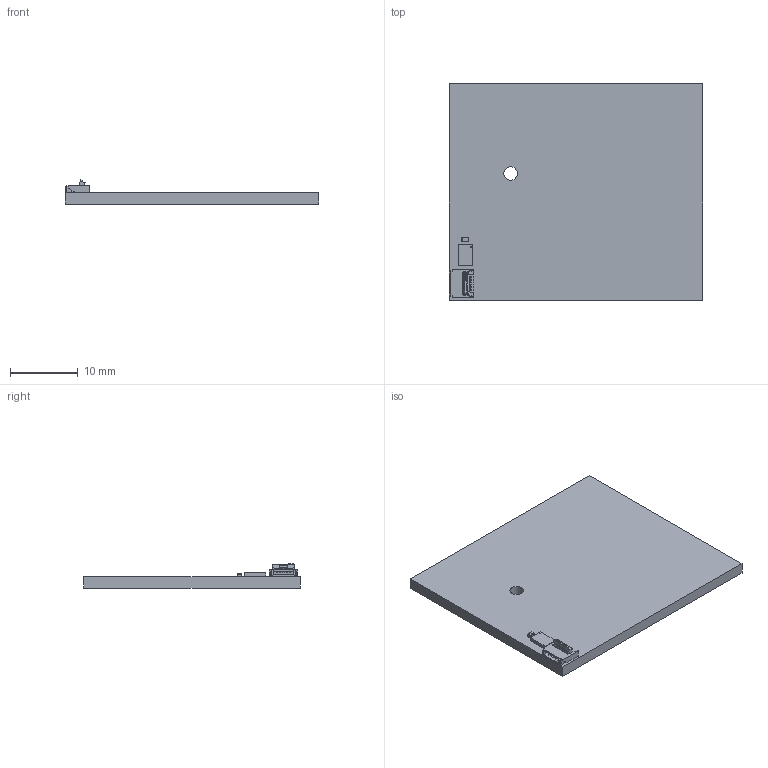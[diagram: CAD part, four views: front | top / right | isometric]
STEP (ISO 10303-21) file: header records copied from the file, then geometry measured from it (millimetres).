
FILE_DESCRIPTION(('Open CASCADE Model'),'2;1');
FILE_NAME('Open CASCADE Shape Model','2024-06-30T21:20:50',('Author'),( 'Open CASCADE'),'Open CASCADE STEP processor 7.5','Open CASCADE 7.5' ,'Unknown');
FILE_SCHEMA(('AUTOMOTIVE_DESIGN { 1 0 10303 214 1 1 1 1 }'));
Length unit declared in the file: millimetre
Products named in the file (12): PCB; Board; Open CASCADE STEP translator 7.5 1.1.1; C1; C0402; 5122835008; Extruded; CN1; 5034800540_RGB8421504; 5034800540_PART1; U1; 6359610192
Assembly tree (11 placements, depth 4):
  PCB
    Board
      Open CASCADE STEP translator 7.5 1.1.1
    C1
      C0402
      5122835008
        Extruded
    CN1
      5034800540_RGB8421504
        5034800540_PART1
    U1
      6359610192
Bounding box: 37.32 x 31.82 x 3.57 mm (x, y, z)
Volume: 2015.4 mm3; surface area: 2721.1 mm2
Topology: 15 solids, 15 shells, 472 faces, 1209 edges, 783 vertices
Faces by surface type: plane 385, cylinder 59, bspline 20, revolution 8
Full cylindrical faces by diameter (mm): 0.155 x1, 2 x1
Entity records: 15787 total; most frequent: CARTESIAN_POINT 2945, ORIENTED_EDGE 2418, DIRECTION 2250, EDGE_CURVE 1209, LINE 1046, VECTOR 1046, VERTEX_POINT 783, AXIS2_PLACEMENT_3D 598
